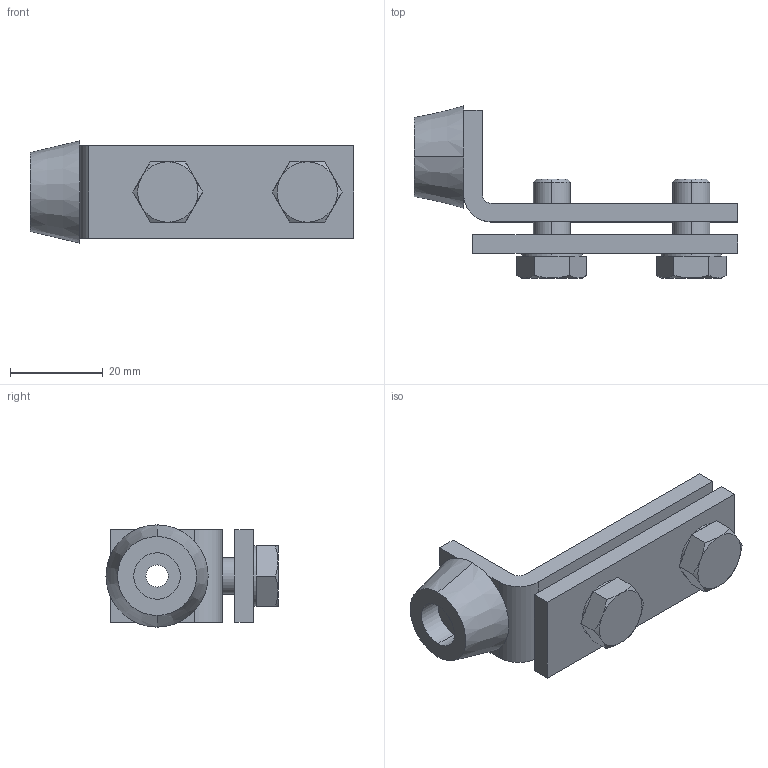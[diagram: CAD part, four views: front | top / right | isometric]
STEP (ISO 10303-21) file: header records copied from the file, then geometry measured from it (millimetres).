
FILE_DESCRIPTION (( 'STEP AP203' ), '1' );
FILE_NAME ('1.23.X01.STEP', '2016-09-12T09:01:39', ( '' ), ( '' ), 'SwSTEP 2.0', 'SolidWorks 2015', '' );
FILE_SCHEMA (( 'CONFIG_CONTROL_DESIGN' ));
Length unit declared in the file: millimetre
Products named in the file (1): 1.23.X01
Bounding box: 69.6 x 37.05 x 22 mm (x, y, z)
Volume: 15664.1 mm3; surface area: 10087.6 mm2
Topology: 5 solids, 5 shells, 93 faces, 204 edges, 124 vertices
Faces by surface type: plane 47, cylinder 24, cone 18, torus 4
Entity records: 2715 total; most frequent: CARTESIAN_POINT 558, DIRECTION 452, ORIENTED_EDGE 408, EDGE_CURVE 204, AXIS2_PLACEMENT_3D 178, VERTEX_POINT 124, EDGE_LOOP 108, VECTOR 96
